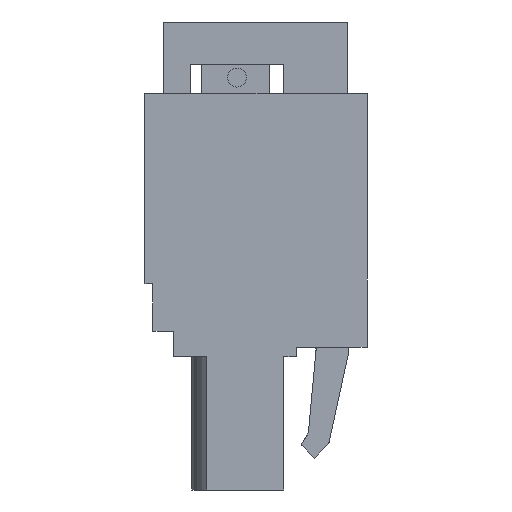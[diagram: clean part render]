
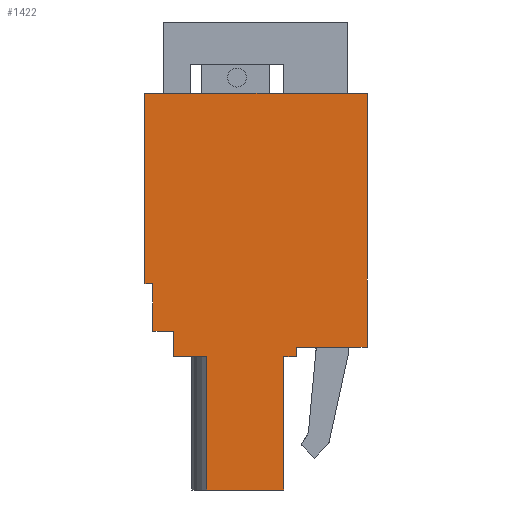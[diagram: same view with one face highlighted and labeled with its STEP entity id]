
A CAD part, left-side view. The second image highlights one B-rep face of the part: STEP entity #1422.
In plain terms, the highlighted planar face has unit normal (-1, 0, 0).
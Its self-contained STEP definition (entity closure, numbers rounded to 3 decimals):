
#1422 = ADVANCED_FACE( '', ( #3289 ), #3290, .F. );
#3289 = FACE_OUTER_BOUND( '', #6155, .T. );
#3290 = PLANE( '', #6156 );
#6155 = EDGE_LOOP( '', ( #10484, #10485, #10486, #10487, #10488, #10489, #10490, #10491, #10492, #10493, #10494, #10495, #10496, #10497 ) );
#6156 = AXIS2_PLACEMENT_3D( '', #10498, #10499, #10500 );
#10484 = ORIENTED_EDGE( '', *, *, #16068, .T. );
#10485 = ORIENTED_EDGE( '', *, *, #17117, .F. );
#10486 = ORIENTED_EDGE( '', *, *, #16529, .F. );
#10487 = ORIENTED_EDGE( '', *, *, #17118, .F. );
#10488 = ORIENTED_EDGE( '', *, *, #15994, .F. );
#10489 = ORIENTED_EDGE( '', *, *, #16565, .F. );
#10490 = ORIENTED_EDGE( '', *, *, #17119, .F. );
#10491 = ORIENTED_EDGE( '', *, *, #17120, .F. );
#10492 = ORIENTED_EDGE( '', *, *, #17121, .F. );
#10493 = ORIENTED_EDGE( '', *, *, #17122, .T. );
#10494 = ORIENTED_EDGE( '', *, *, #17123, .T. );
#10495 = ORIENTED_EDGE( '', *, *, #17124, .T. );
#10496 = ORIENTED_EDGE( '', *, *, #17125, .T. );
#10497 = ORIENTED_EDGE( '', *, *, #17126, .F. );
#10498 = CARTESIAN_POINT( '', ( -17.78, 0., 0. ) );
#10499 = DIRECTION( '', ( 1., 0., 0. ) );
#10500 = DIRECTION( '', ( 0., 0., -1. ) );
#15994 = EDGE_CURVE( '', #19104, #19105, #19106, .T. );
#16068 = EDGE_CURVE( '', #19241, #19238, #19242, .T. );
#16529 = EDGE_CURVE( '', #20060, #20062, #20063, .T. );
#16565 = EDGE_CURVE( '', #20122, #19104, #20123, .T. );
#17117 = EDGE_CURVE( '', #20062, #19238, #21008, .T. );
#17118 = EDGE_CURVE( '', #19105, #20060, #21009, .T. );
#17119 = EDGE_CURVE( '', #21010, #20122, #21011, .T. );
#17120 = EDGE_CURVE( '', #21012, #21010, #21013, .T. );
#17121 = EDGE_CURVE( '', #21014, #21012, #21015, .T. );
#17122 = EDGE_CURVE( '', #21014, #21016, #21017, .T. );
#17123 = EDGE_CURVE( '', #21016, #21018, #21019, .T. );
#17124 = EDGE_CURVE( '', #21018, #21020, #21021, .T. );
#17125 = EDGE_CURVE( '', #21020, #21022, #21023, .T. );
#17126 = EDGE_CURVE( '', #19241, #21022, #21024, .T. );
#19104 = VERTEX_POINT( '', #23659 );
#19105 = VERTEX_POINT( '', #23660 );
#19106 = LINE( '', #23661, #23662 );
#19238 = VERTEX_POINT( '', #23848 );
#19241 = VERTEX_POINT( '', #23852 );
#19242 = LINE( '', #23853, #23854 );
#20060 = VERTEX_POINT( '', #25012 );
#20062 = VERTEX_POINT( '', #25015 );
#20063 = LINE( '', #25016, #25017 );
#20122 = VERTEX_POINT( '', #25105 );
#20123 = LINE( '', #25106, #25107 );
#21008 = LINE( '', #26518, #26519 );
#21009 = LINE( '', #26520, #26521 );
#21010 = VERTEX_POINT( '', #26522 );
#21011 = LINE( '', #26523, #26524 );
#21012 = VERTEX_POINT( '', #26525 );
#21013 = LINE( '', #26526, #26527 );
#21014 = VERTEX_POINT( '', #26528 );
#21015 = LINE( '', #26529, #26530 );
#21016 = VERTEX_POINT( '', #26531 );
#21017 = LINE( '', #26532, #26533 );
#21018 = VERTEX_POINT( '', #26534 );
#21019 = LINE( '', #26535, #26536 );
#21020 = VERTEX_POINT( '', #26537 );
#21021 = LINE( '', #26538, #26539 );
#21022 = VERTEX_POINT( '', #26540 );
#21023 = LINE( '', #26541, #26542 );
#21024 = LINE( '', #26543, #26544 );
#23659 = CARTESIAN_POINT( '', ( -17.78, -2.55, -7.7 ) );
#23660 = CARTESIAN_POINT( '', ( -17.78, -2.55, -8.3 ) );
#23661 = CARTESIAN_POINT( '', ( -17.78, -2.55, 0. ) );
#23662 = VECTOR( '', #30087, 1000. );
#23848 = CARTESIAN_POINT( '', ( -17.78, 3.1, -16.7 ) );
#23852 = CARTESIAN_POINT( '', ( -17.78, 3.1, -8.3 ) );
#23853 = CARTESIAN_POINT( '', ( -17.78, 3.1, -8.3 ) );
#23854 = VECTOR( '', #30161, 1000. );
#25012 = CARTESIAN_POINT( '', ( -17.78, -1.75, -8.3 ) );
#25015 = CARTESIAN_POINT( '', ( -17.78, -1.75, -16.7 ) );
#25016 = CARTESIAN_POINT( '', ( -17.78, -1.75, -8.3 ) );
#25017 = VECTOR( '', #30632, 1000. );
#25105 = CARTESIAN_POINT( '', ( -17.78, -7., -7.7 ) );
#25106 = CARTESIAN_POINT( '', ( -17.78, 0., -7.7 ) );
#25107 = VECTOR( '', #30662, 1000. );
#26518 = CARTESIAN_POINT( '', ( -17.78, -1.75, -16.7 ) );
#26519 = VECTOR( '', #31181, 1000. );
#26520 = CARTESIAN_POINT( '', ( -17.78, -7., -8.3 ) );
#26521 = VECTOR( '', #31182, 1000. );
#26522 = CARTESIAN_POINT( '', ( -17.78, -7., 8.3 ) );
#26523 = CARTESIAN_POINT( '', ( -17.78, -7., 8.3 ) );
#26524 = VECTOR( '', #31183, 1000. );
#26525 = CARTESIAN_POINT( '', ( -17.78, 7., 8.3 ) );
#26526 = CARTESIAN_POINT( '', ( -17.78, 7., 8.3 ) );
#26527 = VECTOR( '', #31184, 1000. );
#26528 = CARTESIAN_POINT( '', ( -17.78, 7., -3.7 ) );
#26529 = CARTESIAN_POINT( '', ( -17.78, 7., -8.3 ) );
#26530 = VECTOR( '', #31185, 1000. );
#26531 = CARTESIAN_POINT( '', ( -17.78, 6.5, -3.7 ) );
#26532 = CARTESIAN_POINT( '', ( -17.78, 0., -3.7 ) );
#26533 = VECTOR( '', #31186, 1000. );
#26534 = CARTESIAN_POINT( '', ( -17.78, 6.5, -6.7 ) );
#26535 = CARTESIAN_POINT( '', ( -17.78, 6.5, 0. ) );
#26536 = VECTOR( '', #31187, 1000. );
#26537 = CARTESIAN_POINT( '', ( -17.78, 5.2, -6.7 ) );
#26538 = CARTESIAN_POINT( '', ( -17.78, 0., -6.7 ) );
#26539 = VECTOR( '', #31188, 1000. );
#26540 = CARTESIAN_POINT( '', ( -17.78, 5.2, -8.3 ) );
#26541 = CARTESIAN_POINT( '', ( -17.78, 5.2, 0. ) );
#26542 = VECTOR( '', #31189, 1000. );
#26543 = CARTESIAN_POINT( '', ( -17.78, -7., -8.3 ) );
#26544 = VECTOR( '', #31190, 1000. );
#30087 = DIRECTION( '', ( 0., 0., -1. ) );
#30161 = DIRECTION( '', ( 0., 0., -1. ) );
#30632 = DIRECTION( '', ( 0., 0., -1. ) );
#30662 = DIRECTION( '', ( 0., 1., 0. ) );
#31181 = DIRECTION( '', ( 0., 1., 0. ) );
#31182 = DIRECTION( '', ( 0., 1., 0. ) );
#31183 = DIRECTION( '', ( 0., 0., -1. ) );
#31184 = DIRECTION( '', ( 0., -1., 0. ) );
#31185 = DIRECTION( '', ( 0., 0., 1. ) );
#31186 = DIRECTION( '', ( 0., -1., 0. ) );
#31187 = DIRECTION( '', ( 0., 0., -1. ) );
#31188 = DIRECTION( '', ( 0., -1., 0. ) );
#31189 = DIRECTION( '', ( 0., 0., -1. ) );
#31190 = DIRECTION( '', ( 0., 1., 0. ) );
